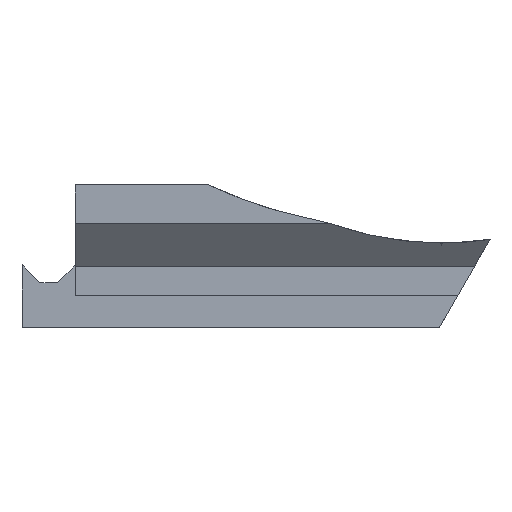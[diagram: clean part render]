
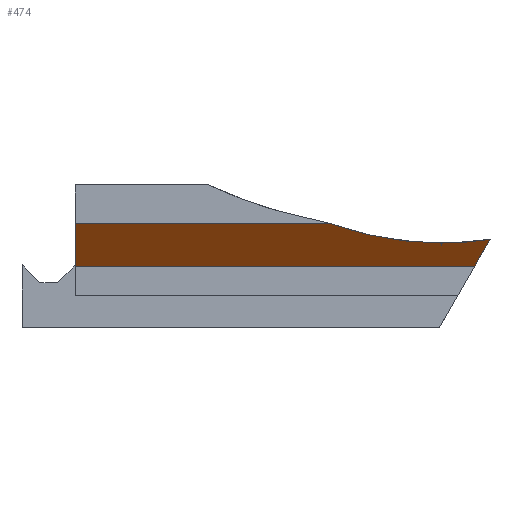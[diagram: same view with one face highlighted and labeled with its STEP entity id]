
A CAD part, left-side view. The second image highlights one B-rep face of the part: STEP entity #474.
In plain terms, the highlighted planar face has unit normal (-0.766, 0, -0.643).
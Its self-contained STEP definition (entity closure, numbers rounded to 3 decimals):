
#36=B_SPLINE_CURVE_WITH_KNOTS('',3,(#894,#895,#896,#897,#898,#899,#900,
#901,#902,#903,#904,#905),.UNSPECIFIED.,.F.,.F.,(4,2,2,2,2,4),(0.747,
0.78,0.843,0.962,1.209,
1.388),.UNSPECIFIED.);
#37=B_SPLINE_CURVE_WITH_KNOTS('',3,(#1005,#1006,#1007,#1008,#1009,#1010,
#1011,#1012,#1013,#1014),.UNSPECIFIED.,.F.,.F.,(4,2,2,2,4),(0.474,
0.575,0.671,0.728,0.747),
 .UNSPECIFIED.);
#55=FACE_OUTER_BOUND('',#80,.T.);
#80=EDGE_LOOP('',(#400,#401,#402,#403,#404,#405,#406));
#102=LINE('',#666,#153);
#111=LINE('',#684,#162);
#119=LINE('',#733,#170);
#130=LINE('',#1016,#181);
#133=LINE('',#1022,#184);
#153=VECTOR('',#542,10.);
#162=VECTOR('',#557,10.);
#170=VECTOR('',#569,10.);
#181=VECTOR('',#602,10.);
#184=VECTOR('',#611,10.);
#198=VERTEX_POINT('',#655);
#202=VERTEX_POINT('',#664);
#208=VERTEX_POINT('',#683);
#218=VERTEX_POINT('',#723);
#219=VERTEX_POINT('',#732);
#232=VERTEX_POINT('',#886);
#233=VERTEX_POINT('',#893);
#248=EDGE_CURVE('',#202,#198,#102,.T.);
#257=EDGE_CURVE('',#198,#208,#111,.T.);
#268=EDGE_CURVE('',#219,#218,#119,.T.);
#289=EDGE_CURVE('',#233,#232,#36,.T.);
#291=EDGE_CURVE('',#218,#233,#37,.T.);
#292=EDGE_CURVE('',#219,#202,#130,.T.);
#295=EDGE_CURVE('',#232,#208,#133,.T.);
#400=ORIENTED_EDGE('',*,*,#268,.T.);
#401=ORIENTED_EDGE('',*,*,#291,.T.);
#402=ORIENTED_EDGE('',*,*,#289,.T.);
#403=ORIENTED_EDGE('',*,*,#295,.T.);
#404=ORIENTED_EDGE('',*,*,#257,.F.);
#405=ORIENTED_EDGE('',*,*,#248,.F.);
#406=ORIENTED_EDGE('',*,*,#292,.F.);
#449=PLANE('',#507);
#474=ADVANCED_FACE('',(#55),#449,.T.);
#507=AXIS2_PLACEMENT_3D('',#1021,#609,#610);
#542=DIRECTION('',(-0.643,0.,0.766));
#557=DIRECTION('',(-0.643,0.,0.766));
#569=DIRECTION('',(-0.588,-0.404,0.701));
#602=DIRECTION('',(0.,1.,0.));
#609=DIRECTION('center_axis',(-0.766,0.,-0.643));
#610=DIRECTION('ref_axis',(-0.643,0.,0.766));
#611=DIRECTION('',(0.,1.,0.));
#655=CARTESIAN_POINT('',(-16.953,44.75,-3.411));
#664=CARTESIAN_POINT('',(-16.9,44.75,-3.474));
#666=CARTESIAN_POINT('',(-16.9,44.75,-3.474));
#683=CARTESIAN_POINT('',(-18.9,44.75,-1.091));
#684=CARTESIAN_POINT('',(-16.9,44.75,-3.474));
#723=CARTESIAN_POINT('',(-18.154,21.444,-1.98));
#732=CARTESIAN_POINT('',(-16.9,22.306,-3.474));
#733=CARTESIAN_POINT('',(-16.098,22.858,-4.43));
#886=CARTESIAN_POINT('',(-18.9,30.408,-1.091));
#893=CARTESIAN_POINT('',(-17.983,24.175,-2.183));
#894=CARTESIAN_POINT('Ctrl Pts',(-17.983,24.175,-2.183));
#895=CARTESIAN_POINT('Ctrl Pts',(-17.983,24.284,-2.183));
#896=CARTESIAN_POINT('Ctrl Pts',(-17.984,24.392,-2.182));
#897=CARTESIAN_POINT('Ctrl Pts',(-17.989,24.713,-2.177));
#898=CARTESIAN_POINT('Ctrl Pts',(-17.995,24.925,-2.169));
#899=CARTESIAN_POINT('Ctrl Pts',(-18.022,25.535,-2.137));
#900=CARTESIAN_POINT('Ctrl Pts',(-18.05,25.933,-2.104));
#901=CARTESIAN_POINT('Ctrl Pts',(-18.17,27.146,-1.961));
#902=CARTESIAN_POINT('Ctrl Pts',(-18.296,27.955,-1.81));
#903=CARTESIAN_POINT('Ctrl Pts',(-18.587,29.306,-1.464));
#904=CARTESIAN_POINT('Ctrl Pts',(-18.733,29.867,-1.29));
#905=CARTESIAN_POINT('Ctrl Pts',(-18.9,30.408,-1.091));
#1005=CARTESIAN_POINT('Ctrl Pts',(-18.154,21.444,-1.98));
#1006=CARTESIAN_POINT('Ctrl Pts',(-18.112,21.776,-2.03));
#1007=CARTESIAN_POINT('Ctrl Pts',(-18.078,22.111,-2.07));
#1008=CARTESIAN_POINT('Ctrl Pts',(-18.026,22.766,-2.132));
#1009=CARTESIAN_POINT('Ctrl Pts',(-18.008,23.086,-2.154));
#1010=CARTESIAN_POINT('Ctrl Pts',(-17.99,23.6,-2.175));
#1011=CARTESIAN_POINT('Ctrl Pts',(-17.986,23.793,-2.18));
#1012=CARTESIAN_POINT('Ctrl Pts',(-17.984,24.05,-2.183));
#1013=CARTESIAN_POINT('Ctrl Pts',(-17.983,24.112,-2.183));
#1014=CARTESIAN_POINT('Ctrl Pts',(-17.983,24.175,-2.183));
#1016=CARTESIAN_POINT('',(-16.9,3.6,-3.474));
#1021=CARTESIAN_POINT('Origin',(-16.9,3.6,-3.474));
#1022=CARTESIAN_POINT('',(-18.9,3.6,-1.091));
